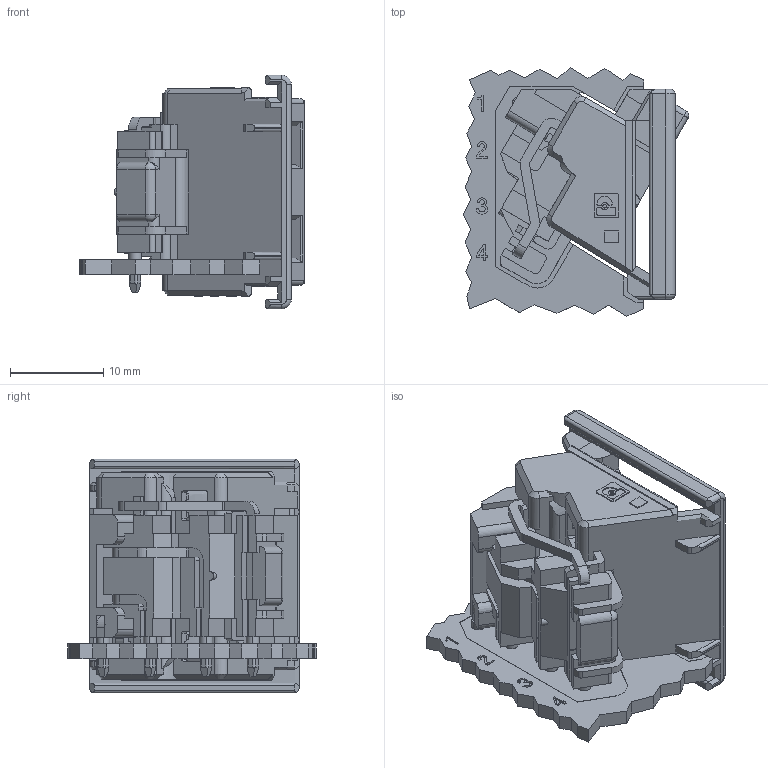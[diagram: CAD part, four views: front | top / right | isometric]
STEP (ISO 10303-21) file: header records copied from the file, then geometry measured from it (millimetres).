
FILE_DESCRIPTION(('Creo Elements/Direct Modeling STEP Export'),'2;1');
FILE_NAME('model.stp','2019-09-23T13:07:47',(''),(''),'Creo Elements/Direct Modeling STEP processor for AP214 (Solid Model)','Creo Elements/Direct Modeling 20.1A 29-Sep-2018 (C) Parametric Technology GmbH','');
FILE_SCHEMA(('AUTOMOTIVE_DESIGN { 1 0 10303 214 1 1 1 1 }'));
Length unit declared in the file: millimetre
Products named in the file (3): PCB-FRAGMENT_ICC25-H_4R5.0_01087108; ICC25-H-4R5.0__01083879_H.Select; ICC25-H_4R5.0_01087109
Assembly tree (2 placements, depth 2):
  ICC25-H_4R5.0_01087109
    ICC25-H-4R5.0__01083879_H.Select
    PCB-FRAGMENT_ICC25-H_4R5.0_01087108
Bounding box: 24.1 x 26.59 x 25 mm (x, y, z)
Volume: 3838.3 mm3; surface area: 5520.2 mm2
Topology: 2 solids, 2 shells, 1526 faces, 4396 edges, 2902 vertices
Faces by surface type: plane 1274, cylinder 208, cone 36, torus 6, sphere 2
Entity records: 50791 total; most frequent: CARTESIAN_POINT 9534, ORIENTED_EDGE 8788, DIRECTION 7585, EDGE_CURVE 4394, VECTOR 3769, LINE 3769, VERTEX_POINT 2902, AXIS2_PLACEMENT_3D 1908
